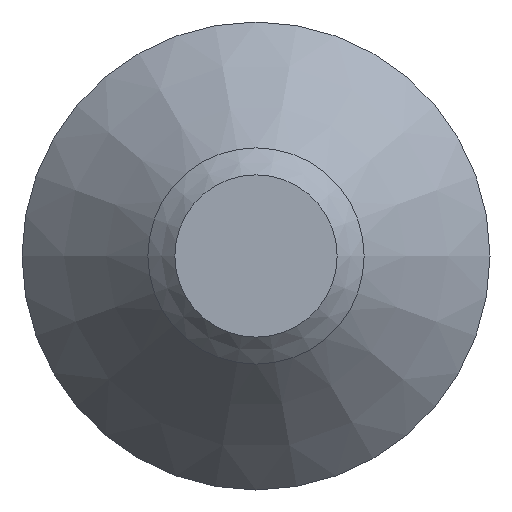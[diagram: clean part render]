
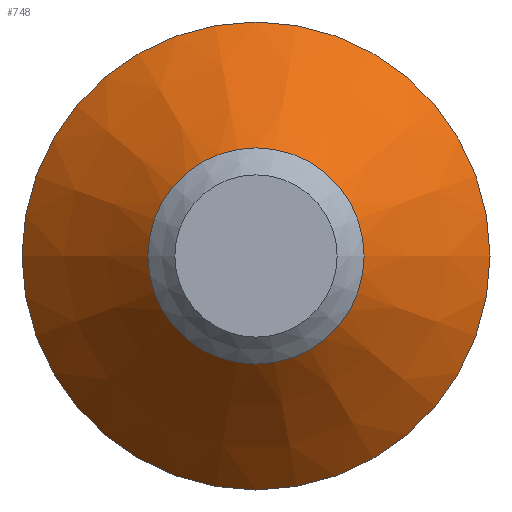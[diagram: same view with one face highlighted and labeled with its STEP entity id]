
A CAD part, front view. The second image highlights one B-rep face of the part: STEP entity #748.
In plain terms, the highlighted conical face has half-angle 41.026 degrees and reference radius 3.816 mm.
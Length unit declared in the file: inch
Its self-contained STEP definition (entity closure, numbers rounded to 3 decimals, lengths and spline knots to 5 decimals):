
#152=CARTESIAN_POINT('',(0.095,0.748,0.0));
#153=VERTEX_POINT('',#152);
#154=CARTESIAN_POINT('',(0.0,0.748,0.0));
#155=DIRECTION('',(0.0,-1.0,0.0));
#156=DIRECTION('',(1.0,0.0,0.0));
#157=AXIS2_PLACEMENT_3D('',#154,#155,#156);
#158=CIRCLE('',#157,0.095);
#159=EDGE_CURVE('',#153,#153,#158,.T.);
#601=CARTESIAN_POINT('',(0.2055,0.875,0.0));
#602=VERTEX_POINT('',#601);
#603=CARTESIAN_POINT('',(0.0,0.875,0.0));
#604=DIRECTION('',(0.0,-1.0,0.0));
#605=DIRECTION('',(1.0,0.0,0.0));
#606=AXIS2_PLACEMENT_3D('',#603,#604,#605);
#607=CIRCLE('',#606,0.2055);
#608=EDGE_CURVE('',#602,#602,#607,.T.);
#737=CARTESIAN_POINT('',(0.0,0.8115,0.0));
#738=DIRECTION('',(0.0,1.0,0.0));
#739=DIRECTION('',(1.0,0.0,0.0));
#740=AXIS2_PLACEMENT_3D('',#737,#738,#739);
#741=CONICAL_SURFACE('',#740,0.15025,41.026);
#742=ORIENTED_EDGE('',*,*,#159,.F.);
#743=EDGE_LOOP('',(#742));
#744=FACE_OUTER_BOUND('',#743,.T.);
#745=ORIENTED_EDGE('',*,*,#608,.T.);
#746=EDGE_LOOP('',(#745));
#747=FACE_BOUND('',#746,.T.);
#748=ADVANCED_FACE('',(#744,#747),#741,.T.);
